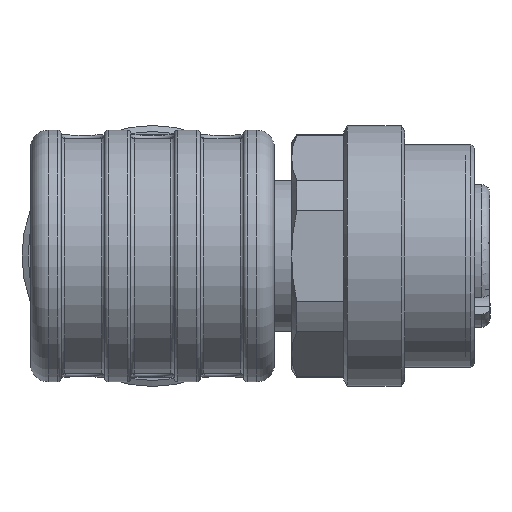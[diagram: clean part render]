
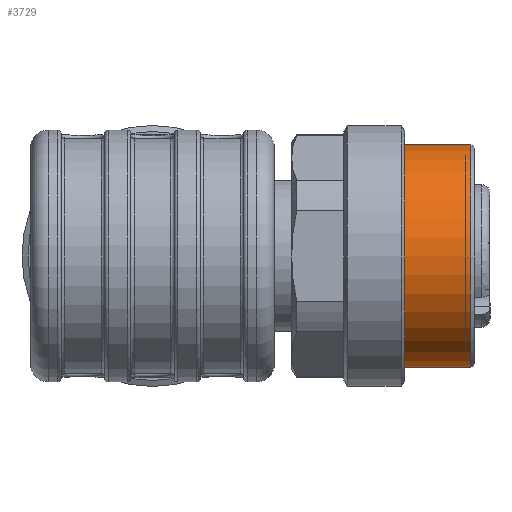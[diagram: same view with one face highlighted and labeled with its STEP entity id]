
A CAD part, left-side view. The second image highlights one B-rep face of the part: STEP entity #3729.
In plain terms, the highlighted cylindrical face has radius 6.4 mm (diameter 12.8 mm), a full revolution.
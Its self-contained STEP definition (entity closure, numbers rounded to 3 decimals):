
#3729=ADVANCED_FACE('',(#4243,#4244),#4059,.T.);
#4059=CYLINDRICAL_SURFACE('',#11961,6.4);
#4243=FACE_BOUND('',#4912,.T.);
#4244=FACE_BOUND('',#4913,.T.);
#4912=EDGE_LOOP('',(#7381));
#4913=EDGE_LOOP('',(#7382));
#7381=ORIENTED_EDGE('',*,*,#10346,.T.);
#7382=ORIENTED_EDGE('',*,*,#10347,.T.);
#8940=VERTEX_POINT('',#20106);
#8941=VERTEX_POINT('',#20108);
#10346=EDGE_CURVE('',#8940,#8940,#11130,.T.);
#10347=EDGE_CURVE('',#8941,#8941,#11131,.T.);
#11130=CIRCLE('',#11959,6.4);
#11131=CIRCLE('',#11960,6.4);
#11959=AXIS2_PLACEMENT_3D('',#20105,#14244,#14245);
#11960=AXIS2_PLACEMENT_3D('',#20107,#14246,#14247);
#11961=AXIS2_PLACEMENT_3D('',#20109,#14248,#14249);
#14244=DIRECTION('',(0.,1.,0.));
#14245=DIRECTION('',(0.866,0.,-0.5));
#14246=DIRECTION('',(0.,-1.,0.));
#14247=DIRECTION('',(-0.5,0.,-0.866));
#14248=DIRECTION('',(0.,-1.,0.));
#14249=DIRECTION('',(0.5,0.,0.866));
#20105=CARTESIAN_POINT('',(40.401,-18.3,0.));
#20106=CARTESIAN_POINT('',(45.944,-18.3,-3.2));
#20107=CARTESIAN_POINT('',(40.401,-14.5,0.));
#20108=CARTESIAN_POINT('',(37.201,-14.5,-5.543));
#20109=CARTESIAN_POINT('',(40.401,-18.5,0.));
